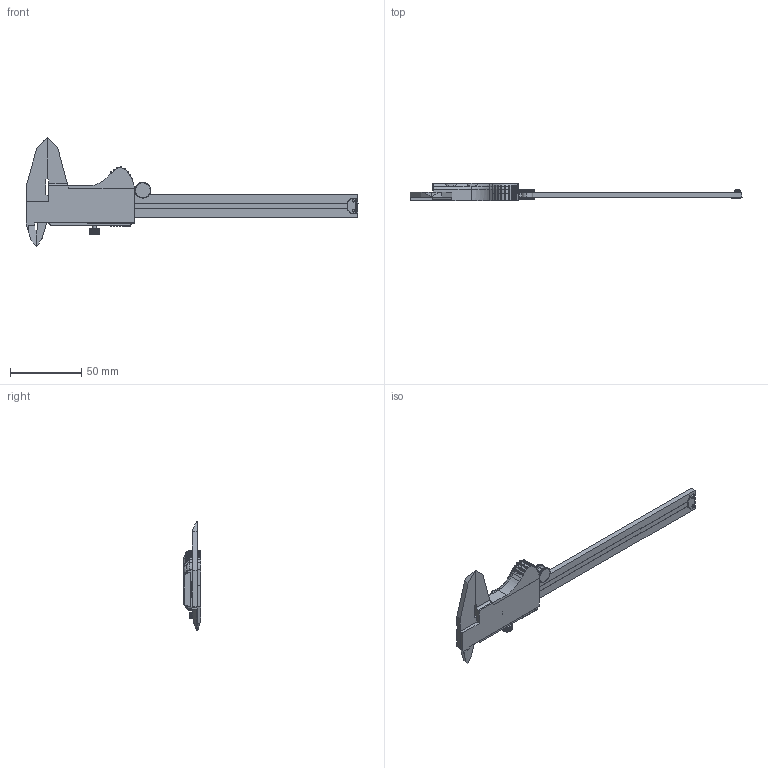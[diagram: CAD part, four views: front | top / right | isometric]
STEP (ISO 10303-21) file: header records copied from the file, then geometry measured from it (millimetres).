
FILE_DESCRIPTION(('HOOPS Exchange Step'),'2;1');
FILE_NAME('export-DB2A7589-C3EC-45BA-B705-17F8445B6E51.stp','2025-09-20T13:50:57+02:00',('Engineering'),('Alibre'),'HOOPS Exchange 2025.2','Alibre','Unknown authorisation');
FILE_SCHEMA( ('AP242_MANAGED_MODEL_BASED_3D_ENGINEERING_MIM_LF {1 0 10303 442 1 1 4}') );
Length unit declared in the file: millimetre
Products named in the file (33): 2897-7 Digital Caliper 150mm 0.01mm resolution - Mitutoyo 500-181-30Mitutoyo ; 2897-30 Digital Caliper 150mm 0.01mm resolution - Mitutoyo 500-181-30Mitutoyo - Bottom Sword; 2897-9 Digital Caliper 150mm 0.01mm resolution - Mitutoyo 500-181-30Mitutoyo ; 2897-6 Digital Caliper 150mm 0.01mm resolution - Mitutoyo 500-181-30Mitutoyo ; 2897-15 Digital Caliper 150mm 0.01mm resolution - Mitutoyo 500-181-30Mitutoyo ; 2897-21 Digital Caliper 150mm 0.01mm resolution - Mitutoyo 500-181-30Mitutoyo ; 2897-2 Digital Caliper 150mm 0.01mm resolution - Mitutoyo 500-181-30 Bolt; 2897-32 Digital Caliper 150mm 0.01mm resolution - Mitutoyo 500-181-30Mitutoyo ; 2897-8 Digital Caliper 150mm 0.01mm resolution - Mitutoyo 500-181-30Mitutoyo ; 2897-20 Digital Caliper 150mm 0.01mm resolution - Mitutoyo 500-181-30Mitutoyo ; 2897-14 Digital Caliper 150mm 0.01mm resolution - Mitutoyo 500-181-30Mitutoyo ; 2897-24 Digital Caliper 150mm 0.01mm resolution - Mitutoyo 500-181-30Mitutoyo ; 2897-3 Digital Caliper 150mm 0.01mm resolution - Mitutoyo 500-181-30 Mini Screw; 2897-18 Digital Caliper 150mm 0.01mm resolution - Mitutoyo 500-181-30Mitutoyo ; 2897-19 Digital Caliper 150mm 0.01mm resolution - Mitutoyo 500-181-30Mitutoyo ; 2897-12 Digital Caliper 150mm 0.01mm resolution - Mitutoyo 500-181-30Mitutoyo ; 2897-22 Digital Caliper 150mm 0.01mm resolution - Mitutoyo 500-181-30Mitutoyo ; 2897-13 Digital Caliper 150mm 0.01mm resolution - Mitutoyo 500-181-30Mitutoyo ; 2897-16 Digital Caliper 150mm 0.01mm resolution - Mitutoyo 500-181-30Mitutoyo ; 2897-31 Digital Caliper 150mm 0.01mm resolution - Mitutoyo 500-181-30Mitutoyo ; 2897-23 Digital Caliper 150mm 0.01mm resolution - Mitutoyo 500-181-30Mitutoyo ; 2897-1Digital Caliper 150mm 0.01mm resolution - Mitutoyo 500-181-30 LCD; 2897-25 Digital Caliper 150mm 0.01mm resolution - Mitutoyo 500-181-30Mitutoyo ; 2897-5 Digital Caliper 150mm 0.01mm resolution - Mitutoyo 500-181-30Mitutoyo ; 2897-11 Digital Caliper 150mm 0.01mm resolution - Mitutoyo 500-181-30Mitutoyo - Sword; 2897-28 Digital Caliper 150mm 0.01mm resolution - Mitutoyo 500-181-30Mitutoyo ; 2897-4 Digital Caliper 150mm 0.01mm resolution - Mitutoyo 500-181-30Mitutoyo ; 2897-17 Digital Caliper 150mm 0.01mm resolution - Mitutoyo 500-181-30Mitutoyo - Moving Jaw; 2897-27 Digital Caliper 150mm 0.01mm resolution - Mitutoyo 500-181-30Mitutoyo -Top Sword; 2897-10 Digital Caliper 150mm 0.01mm resolution - Mitutoyo 500-181-30Mitutoyo ; 2897-26 Digital Caliper 150mm 0.01mm resolution - Mitutoyo 500-181-30Mitutoyo - Bearing; 2897-29 Digital Caliper 150mm 0.01mm resolution - Mitutoyo 500-181-30Mitutoyo ; 2897 Digital Caliper 150mm 0.01mm resolution - Mitutoyo 500-181-30
Assembly tree (32 placements, depth 3):
  2897 Digital Caliper 150mm 0.01mm resolution - Mitutoyo 500-181-30
    2897-7 Digital Caliper 150mm 0.01mm resolution - Mitutoyo 500-181-30Mitutoyo 
    2897-30 Digital Caliper 150mm 0.01mm resolution - Mitutoyo 500-181-30Mitutoyo - Bottom Sword
    2897-9 Digital Caliper 150mm 0.01mm resolution - Mitutoyo 500-181-30Mitutoyo 
    2897-6 Digital Caliper 150mm 0.01mm resolution - Mitutoyo 500-181-30Mitutoyo 
    2897-2 Digital Caliper 150mm 0.01mm resolution - Mitutoyo 500-181-30 Bolt
      2897-15 Digital Caliper 150mm 0.01mm resolution - Mitutoyo 500-181-30Mitutoyo 
      2897-21 Digital Caliper 150mm 0.01mm resolution - Mitutoyo 500-181-30Mitutoyo 
    2897-32 Digital Caliper 150mm 0.01mm resolution - Mitutoyo 500-181-30Mitutoyo 
    2897-8 Digital Caliper 150mm 0.01mm resolution - Mitutoyo 500-181-30Mitutoyo 
    2897-20 Digital Caliper 150mm 0.01mm resolution - Mitutoyo 500-181-30Mitutoyo 
    2897-3 Digital Caliper 150mm 0.01mm resolution - Mitutoyo 500-181-30 Mini Screw
      2897-14 Digital Caliper 150mm 0.01mm resolution - Mitutoyo 500-181-30Mitutoyo 
      2897-24 Digital Caliper 150mm 0.01mm resolution - Mitutoyo 500-181-30Mitutoyo 
    2897-1Digital Caliper 150mm 0.01mm resolution - Mitutoyo 500-181-30 LCD
      2897-18 Digital Caliper 150mm 0.01mm resolution - Mitutoyo 500-181-30Mitutoyo 
      2897-19 Digital Caliper 150mm 0.01mm resolution - Mitutoyo 500-181-30Mitutoyo 
      2897-12 Digital Caliper 150mm 0.01mm resolution - Mitutoyo 500-181-30Mitutoyo 
      2897-22 Digital Caliper 150mm 0.01mm resolution - Mitutoyo 500-181-30Mitutoyo 
      2897-13 Digital Caliper 150mm 0.01mm resolution - Mitutoyo 500-181-30Mitutoyo 
      2897-16 Digital Caliper 150mm 0.01mm resolution - Mitutoyo 500-181-30Mitutoyo 
      2897-31 Digital Caliper 150mm 0.01mm resolution - Mitutoyo 500-181-30Mitutoyo 
      2897-23 Digital Caliper 150mm 0.01mm resolution - Mitutoyo 500-181-30Mitutoyo 
    2897-25 Digital Caliper 150mm 0.01mm resolution - Mitutoyo 500-181-30Mitutoyo 
    2897-5 Digital Caliper 150mm 0.01mm resolution - Mitutoyo 500-181-30Mitutoyo 
    2897-11 Digital Caliper 150mm 0.01mm resolution - Mitutoyo 500-181-30Mitutoyo - Sword
    2897-28 Digital Caliper 150mm 0.01mm resolution - Mitutoyo 500-181-30Mitutoyo 
    2897-4 Digital Caliper 150mm 0.01mm resolution - Mitutoyo 500-181-30Mitutoyo 
    2897-17 Digital Caliper 150mm 0.01mm resolution - Mitutoyo 500-181-30Mitutoyo - Moving Jaw
    2897-27 Digital Caliper 150mm 0.01mm resolution - Mitutoyo 500-181-30Mitutoyo -Top Sword
    2897-10 Digital Caliper 150mm 0.01mm resolution - Mitutoyo 500-181-30Mitutoyo 
    2897-26 Digital Caliper 150mm 0.01mm resolution - Mitutoyo 500-181-30Mitutoyo - Bearing
    2897-29 Digital Caliper 150mm 0.01mm resolution - Mitutoyo 500-181-30Mitutoyo 
Bounding box: 233 x 12.5 x 76.51 mm (x, y, z)
Volume: 33682.6 mm3; surface area: 30808.1 mm2
Topology: 29 solids, 29 shells, 3371 faces, 9255 edges, 6106 vertices
Faces by surface type: plane 1719, bspline 1124, cylinder 415, torus 73, cone 22, sphere 18
Entity records: 127446 total; most frequent: CARTESIAN_POINT 46725, ORIENTED_EDGE 18480, DIRECTION 11508, EDGE_CURVE 9240, VERTEX_POINT 6106, VECTOR 5100, LINE 5100, EDGE_LOOP 3590
